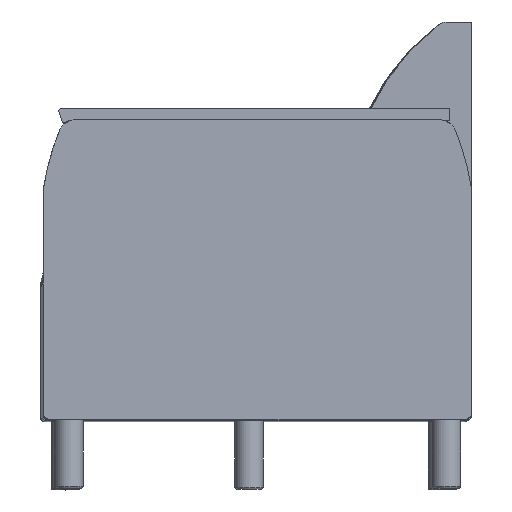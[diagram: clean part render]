
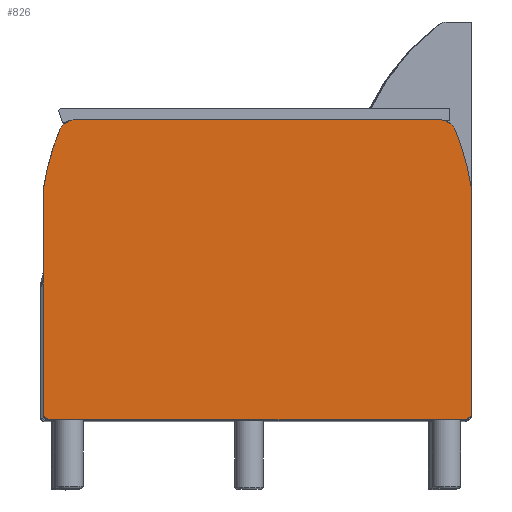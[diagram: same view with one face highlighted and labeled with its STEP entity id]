
A CAD part, top view. The second image highlights one B-rep face of the part: STEP entity #826.
In plain terms, the highlighted planar face has unit normal (0.003, 0, 1).
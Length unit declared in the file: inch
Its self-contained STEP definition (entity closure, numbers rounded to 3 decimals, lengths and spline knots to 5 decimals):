
#26=B_SPLINE_CURVE_WITH_KNOTS('',3,(#1418,#1419,#1420,#1421,#1422,#1423,
#1424,#1425,#1426,#1427,#1428,#1429,#1430,#1431,#1432,#1433,#1434,#1435,
#1436,#1437,#1438,#1439),.UNSPECIFIED.,.F.,.F.,(4,2,2,2,2,2,2,2,2,2,4),
(-4.79444,-4.48666,-4.06789,-3.64912,
-3.23035,-3.1271,-3.02386,-2.98982,
-2.97281,-2.9643,-2.95579),.UNSPECIFIED.);
#28=B_SPLINE_CURVE_WITH_KNOTS('',3,(#1532,#1533,#1534,#1535,#1536,#1537,
#1538,#1539,#1540,#1541,#1542,#1543,#1544,#1545,#1546,#1547,#1548,#1549,
#1550,#1551,#1552,#1553),.UNSPECIFIED.,.F.,.F.,(4,2,2,2,2,2,2,2,2,2,4),
(-4.79444,-4.78593,-4.77742,-4.7604,
-4.72637,-4.62312,-4.51988,-4.10111,-3.68234,
-3.26356,-2.95579),.UNSPECIFIED.);
#101=PLANE('',#908);
#139=FACE_OUTER_BOUND('',#189,.T.);
#189=EDGE_LOOP('',(#682,#683,#684,#685,#686,#687,#688,#689,#690,#691,#692,
#693));
#261=LINE('',#1557,#318);
#265=LINE('',#1570,#322);
#266=LINE('',#1574,#323);
#267=LINE('',#1577,#324);
#318=VECTOR('',#1093,25.84997);
#322=VECTOR('',#1105,15.688);
#323=VECTOR('',#1108,29.);
#324=VECTOR('',#1111,15.688);
#359=CIRCLE('',#894,1.);
#361=CIRCLE('',#897,17.08068);
#363=CIRCLE('',#900,17.08068);
#365=CIRCLE('',#903,1.);
#368=CIRCLE('',#909,0.5);
#369=CIRCLE('',#910,0.5);
#415=VERTEX_POINT('',#1329);
#416=VERTEX_POINT('',#1331);
#418=VERTEX_POINT('',#1337);
#420=VERTEX_POINT('',#1416);
#423=VERTEX_POINT('',#1444);
#424=VERTEX_POINT('',#1446);
#426=VERTEX_POINT('',#1452);
#428=VERTEX_POINT('',#1531);
#433=VERTEX_POINT('',#1569);
#434=VERTEX_POINT('',#1571);
#435=VERTEX_POINT('',#1573);
#436=VERTEX_POINT('',#1575);
#502=EDGE_CURVE('',#416,#415,#359,.T.);
#505=EDGE_CURVE('',#418,#416,#361,.T.);
#509=EDGE_CURVE('',#415,#420,#26,.T.);
#512=EDGE_CURVE('',#424,#423,#363,.T.);
#515=EDGE_CURVE('',#426,#424,#365,.T.);
#518=EDGE_CURVE('',#428,#426,#28,.T.);
#521=EDGE_CURVE('',#420,#428,#261,.T.);
#527=EDGE_CURVE('',#423,#433,#265,.T.);
#528=EDGE_CURVE('',#434,#433,#368,.T.);
#529=EDGE_CURVE('',#434,#435,#266,.T.);
#530=EDGE_CURVE('',#436,#435,#369,.T.);
#531=EDGE_CURVE('',#436,#418,#267,.T.);
#682=ORIENTED_EDGE('',*,*,#505,.T.);
#683=ORIENTED_EDGE('',*,*,#502,.T.);
#684=ORIENTED_EDGE('',*,*,#509,.T.);
#685=ORIENTED_EDGE('',*,*,#521,.T.);
#686=ORIENTED_EDGE('',*,*,#518,.T.);
#687=ORIENTED_EDGE('',*,*,#515,.T.);
#688=ORIENTED_EDGE('',*,*,#512,.T.);
#689=ORIENTED_EDGE('',*,*,#527,.T.);
#690=ORIENTED_EDGE('',*,*,#528,.F.);
#691=ORIENTED_EDGE('',*,*,#529,.T.);
#692=ORIENTED_EDGE('',*,*,#530,.F.);
#693=ORIENTED_EDGE('',*,*,#531,.T.);
#826=ADVANCED_FACE('',(#139),#101,.T.);
#894=AXIS2_PLACEMENT_3D('',#1332,#1063,#1064);
#897=AXIS2_PLACEMENT_3D('',#1338,#1070,#1071);
#900=AXIS2_PLACEMENT_3D('',#1447,#1079,#1080);
#903=AXIS2_PLACEMENT_3D('',#1453,#1086,#1087);
#908=AXIS2_PLACEMENT_3D('',#1568,#1103,#1104);
#909=AXIS2_PLACEMENT_3D('',#1572,#1106,#1107);
#910=AXIS2_PLACEMENT_3D('',#1576,#1109,#1110);
#1063=DIRECTION('center_axis',(0.,0.,1.));
#1064=DIRECTION('ref_axis',(-0.92,-0.392,0.));
#1070=DIRECTION('center_axis',(0.,0.,1.));
#1071=DIRECTION('ref_axis',(-0.989,-0.146,0.));
#1079=DIRECTION('center_axis',(0.,0.,1.));
#1080=DIRECTION('ref_axis',(0.92,-0.392,0.));
#1086=DIRECTION('center_axis',(0.,0.,1.));
#1087=DIRECTION('ref_axis',(0.662,-0.75,0.));
#1093=DIRECTION('',(-1.,0.,0.));
#1103=DIRECTION('center_axis',(0.,0.,1.));
#1104=DIRECTION('ref_axis',(1.,0.,0.));
#1105=DIRECTION('',(0.,-1.,0.));
#1106=DIRECTION('center_axis',(0.,0.,-1.));
#1107=DIRECTION('ref_axis',(-0.707,-0.707,0.));
#1108=DIRECTION('',(1.,0.,0.));
#1109=DIRECTION('center_axis',(0.,0.,-1.));
#1110=DIRECTION('ref_axis',(0.707,-0.707,0.));
#1111=DIRECTION('',(0.,1.,0.));
#1329=CARTESIAN_POINT('',(16.89303,10.97274,4.));
#1331=CARTESIAN_POINT('',(17.15127,10.61478,4.));
#1332=CARTESIAN_POINT('Origin',(16.23116,10.22312,4.));
#1337=CARTESIAN_POINT('',(18.33397,6.41074,4.));
#1338=CARTESIAN_POINT('Origin',(1.43513,3.92505,4.));
#1416=CARTESIAN_POINT('',(16.25896,11.22274,4.));
#1418=CARTESIAN_POINT('Ctrl Pts',(16.89303,10.97274,4.));
#1419=CARTESIAN_POINT('Ctrl Pts',(16.86277,10.99945,4.));
#1420=CARTESIAN_POINT('Ctrl Pts',(16.83079,11.02442,4.));
#1421=CARTESIAN_POINT('Ctrl Pts',(16.75194,11.07859,4.));
#1422=CARTESIAN_POINT('Ctrl Pts',(16.70387,11.10603,4.));
#1423=CARTESIAN_POINT('Ctrl Pts',(16.60478,11.15231,4.));
#1424=CARTESIAN_POINT('Ctrl Pts',(16.55379,11.17112,4.));
#1425=CARTESIAN_POINT('Ctrl Pts',(16.45201,11.19986,4.));
#1426=CARTESIAN_POINT('Ctrl Pts',(16.40119,11.20978,4.));
#1427=CARTESIAN_POINT('Ctrl Pts',(16.34042,11.21721,4.));
#1428=CARTESIAN_POINT('Ctrl Pts',(16.3272,11.21859,4.));
#1429=CARTESIAN_POINT('Ctrl Pts',(16.30094,11.22077,4.));
#1430=CARTESIAN_POINT('Ctrl Pts',(16.28783,11.22158,4.));
#1431=CARTESIAN_POINT('Ctrl Pts',(16.27262,11.22227,4.));
#1432=CARTESIAN_POINT('Ctrl Pts',(16.26862,11.22243,4.));
#1433=CARTESIAN_POINT('Ctrl Pts',(16.26364,11.2226,4.));
#1434=CARTESIAN_POINT('Ctrl Pts',(16.26217,11.22264,4.));
#1435=CARTESIAN_POINT('Ctrl Pts',(16.26044,11.22269,4.));
#1436=CARTESIAN_POINT('Ctrl Pts',(16.25995,11.22271,4.));
#1437=CARTESIAN_POINT('Ctrl Pts',(16.25921,11.22273,4.));
#1438=CARTESIAN_POINT('Ctrl Pts',(16.25896,11.22274,4.));
#1439=CARTESIAN_POINT('Ctrl Pts',(16.25896,11.22274,4.));
#1444=CARTESIAN_POINT('',(-11.66603,6.41074,4.));
#1446=CARTESIAN_POINT('',(-10.48332,10.61478,4.));
#1447=CARTESIAN_POINT('Origin',(5.23281,3.92505,4.));
#1452=CARTESIAN_POINT('',(-10.22509,10.97274,4.));
#1453=CARTESIAN_POINT('Origin',(-9.56321,10.22312,4.));
#1531=CARTESIAN_POINT('',(-9.59101,11.22274,4.));
#1532=CARTESIAN_POINT('Ctrl Pts',(-9.59101,11.22274,4.));
#1533=CARTESIAN_POINT('Ctrl Pts',(-9.59101,11.22274,4.));
#1534=CARTESIAN_POINT('Ctrl Pts',(-9.59127,11.22273,4.));
#1535=CARTESIAN_POINT('Ctrl Pts',(-9.59201,11.22271,4.));
#1536=CARTESIAN_POINT('Ctrl Pts',(-9.5925,11.22269,4.));
#1537=CARTESIAN_POINT('Ctrl Pts',(-9.59423,11.22264,4.));
#1538=CARTESIAN_POINT('Ctrl Pts',(-9.59569,11.2226,4.));
#1539=CARTESIAN_POINT('Ctrl Pts',(-9.60068,11.22243,4.));
#1540=CARTESIAN_POINT('Ctrl Pts',(-9.60467,11.22227,4.));
#1541=CARTESIAN_POINT('Ctrl Pts',(-9.61988,11.22158,4.));
#1542=CARTESIAN_POINT('Ctrl Pts',(-9.633,11.22077,4.));
#1543=CARTESIAN_POINT('Ctrl Pts',(-9.65926,11.21859,4.));
#1544=CARTESIAN_POINT('Ctrl Pts',(-9.67247,11.21721,4.));
#1545=CARTESIAN_POINT('Ctrl Pts',(-9.73325,11.20978,4.));
#1546=CARTESIAN_POINT('Ctrl Pts',(-9.78407,11.19986,4.));
#1547=CARTESIAN_POINT('Ctrl Pts',(-9.88585,11.17112,4.));
#1548=CARTESIAN_POINT('Ctrl Pts',(-9.93684,11.15231,4.));
#1549=CARTESIAN_POINT('Ctrl Pts',(-10.03593,11.10603,4.));
#1550=CARTESIAN_POINT('Ctrl Pts',(-10.084,11.07859,4.));
#1551=CARTESIAN_POINT('Ctrl Pts',(-10.16285,11.02442,4.));
#1552=CARTESIAN_POINT('Ctrl Pts',(-10.19483,10.99945,4.));
#1553=CARTESIAN_POINT('Ctrl Pts',(-10.22509,10.97274,4.));
#1557=CARTESIAN_POINT('',(18.33397,11.22274,4.));
#1568=CARTESIAN_POINT('Origin',(3.33397,0.72274,4.));
#1569=CARTESIAN_POINT('',(-11.66603,-9.27726,4.));
#1570=CARTESIAN_POINT('',(-11.66603,11.22274,4.));
#1571=CARTESIAN_POINT('',(-11.16603,-9.77726,4.));
#1572=CARTESIAN_POINT('Origin',(-11.16603,-9.27726,4.));
#1573=CARTESIAN_POINT('',(17.83397,-9.77726,4.));
#1574=CARTESIAN_POINT('',(-11.66603,-9.77726,4.));
#1575=CARTESIAN_POINT('',(18.33397,-9.27726,4.));
#1576=CARTESIAN_POINT('Origin',(17.83397,-9.27726,4.));
#1577=CARTESIAN_POINT('',(18.33397,-9.77726,4.));
